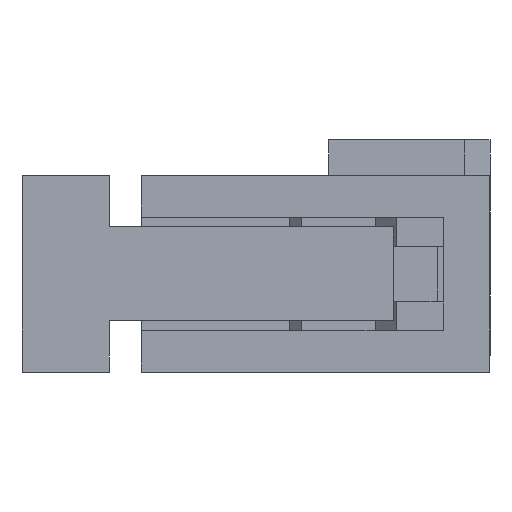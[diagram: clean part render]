
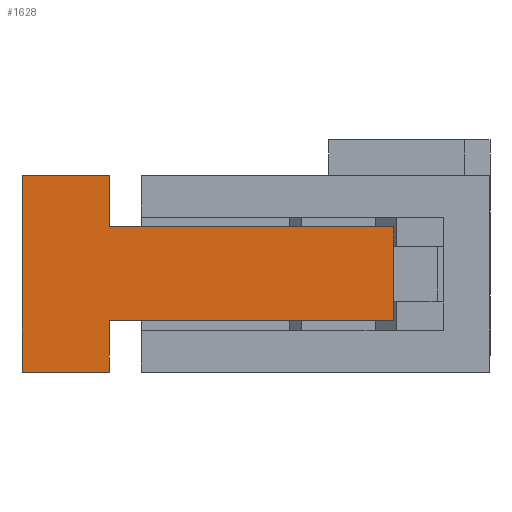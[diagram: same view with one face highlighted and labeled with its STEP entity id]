
A CAD part, left-side view. The second image highlights one B-rep face of the part: STEP entity #1628.
In plain terms, the highlighted planar face has unit normal (-1, 0, 0).
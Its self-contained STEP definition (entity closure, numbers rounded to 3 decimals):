
#1628=ADVANCED_FACE('',(#2436),#2033,.T.);
#2033=PLANE('',#9782);
#2436=FACE_OUTER_BOUND('',#2837,.T.);
#2837=EDGE_LOOP('',(#4371,#4372,#4373,#4374,#4375,#4376,#4377,#4378));
#4371=ORIENTED_EDGE('',*,*,#6983,.T.);
#4372=ORIENTED_EDGE('',*,*,#6984,.T.);
#4373=ORIENTED_EDGE('',*,*,#6981,.T.);
#4374=ORIENTED_EDGE('',*,*,#6985,.T.);
#4375=ORIENTED_EDGE('',*,*,#6986,.T.);
#4376=ORIENTED_EDGE('',*,*,#6901,.T.);
#4377=ORIENTED_EDGE('',*,*,#6987,.F.);
#4378=ORIENTED_EDGE('',*,*,#6900,.T.);
#5873=VERTEX_POINT('',#13534);
#5874=VERTEX_POINT('',#13536);
#5875=VERTEX_POINT('',#13540);
#5876=VERTEX_POINT('',#13541);
#5931=VERTEX_POINT('',#13710);
#5932=VERTEX_POINT('',#13712);
#5933=VERTEX_POINT('',#13716);
#5934=VERTEX_POINT('',#13719);
#6900=EDGE_CURVE('',#5873,#5874,#8039,.T.);
#6901=EDGE_CURVE('',#5875,#5876,#8040,.T.);
#6981=EDGE_CURVE('',#5932,#5931,#8116,.T.);
#6983=EDGE_CURVE('',#5874,#5933,#8118,.T.);
#6984=EDGE_CURVE('',#5933,#5932,#8119,.T.);
#6985=EDGE_CURVE('',#5931,#5934,#8120,.T.);
#6986=EDGE_CURVE('',#5934,#5875,#8121,.T.);
#6987=EDGE_CURVE('',#5873,#5876,#8122,.T.);
#8039=LINE('',#13537,#9160);
#8040=LINE('',#13539,#9161);
#8116=LINE('',#13711,#9237);
#8118=LINE('',#13715,#9239);
#8119=LINE('',#13717,#9240);
#8120=LINE('',#13718,#9241);
#8121=LINE('',#13720,#9242);
#8122=LINE('',#13721,#9243);
#9160=VECTOR('',#11311,1.);
#9161=VECTOR('',#11314,1.);
#9237=VECTOR('',#11436,1.);
#9239=VECTOR('',#11440,1.);
#9240=VECTOR('',#11441,1.);
#9241=VECTOR('',#11442,1.);
#9242=VECTOR('',#11443,1.);
#9243=VECTOR('',#11444,1.);
#9782=AXIS2_PLACEMENT_3D('',#13722,#11445,#11446);
#11311=DIRECTION('',(0.,-1.,0.));
#11314=DIRECTION('',(0.,1.,0.));
#11436=DIRECTION('',(0.,0.,1.));
#11440=DIRECTION('',(0.,0.,1.));
#11441=DIRECTION('',(0.,-1.,0.));
#11442=DIRECTION('',(0.,1.,0.));
#11443=DIRECTION('',(0.,0.,1.));
#11444=DIRECTION('',(0.,0.,1.));
#11445=DIRECTION('',(-1.,0.,0.));
#11446=DIRECTION('',(0.,-1.,0.));
#13534=CARTESIAN_POINT('',(0.,14.5,0.));
#13536=CARTESIAN_POINT('',(0.,11.79,0.));
#13537=CARTESIAN_POINT('',(0.,14.5,0.));
#13539=CARTESIAN_POINT('',(0.,11.79,6.1));
#13540=CARTESIAN_POINT('',(0.,11.79,6.1));
#13541=CARTESIAN_POINT('',(0.,14.5,6.1));
#13710=CARTESIAN_POINT('',(0.,2.99,4.5));
#13711=CARTESIAN_POINT('',(0.,2.99,1.6));
#13712=CARTESIAN_POINT('',(0.,2.99,1.6));
#13715=CARTESIAN_POINT('',(0.,11.79,0.));
#13716=CARTESIAN_POINT('',(0.,11.79,1.6));
#13717=CARTESIAN_POINT('',(0.,11.79,1.6));
#13718=CARTESIAN_POINT('',(0.,2.99,4.5));
#13719=CARTESIAN_POINT('',(0.,11.79,4.5));
#13720=CARTESIAN_POINT('',(0.,11.79,4.5));
#13721=CARTESIAN_POINT('',(0.,14.5,0.));
#13722=CARTESIAN_POINT('',(0.,14.7,-0.2));
